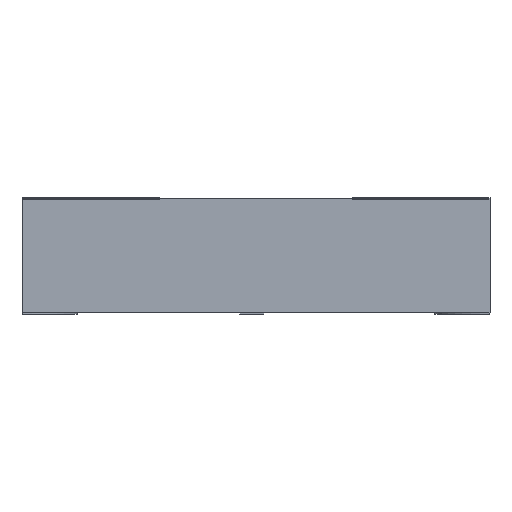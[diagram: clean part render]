
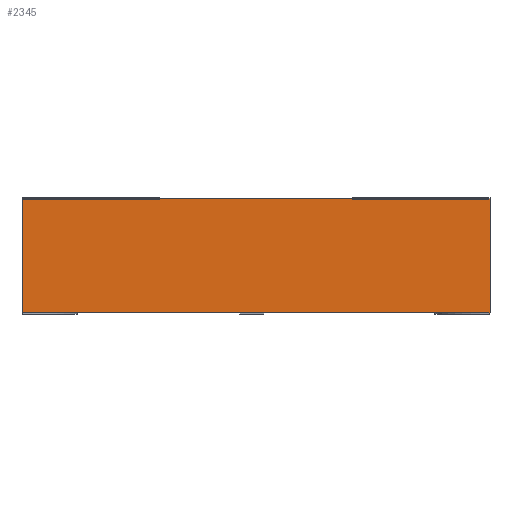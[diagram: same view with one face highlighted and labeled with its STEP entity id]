
A CAD part, front view. The second image highlights one B-rep face of the part: STEP entity #2345.
In plain terms, the highlighted planar face has unit normal (0, -1, 0).
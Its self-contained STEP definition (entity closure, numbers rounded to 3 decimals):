
#181 = FACE_OUTER_BOUND ( 'NONE', #2221, .T. ) ;
#193 = AXIS2_PLACEMENT_3D ( 'NONE', #1785, #682, #426 ) ;
#214 = VERTEX_POINT ( 'NONE', #712 ) ;
#280 = LINE ( 'NONE', #2232, #1121 ) ;
#426 = DIRECTION ( 'NONE',  ( 0., 0., 1. ) ) ;
#452 = CARTESIAN_POINT ( 'NONE',  ( 1.7, -0.9, -0.415 ) ) ;
#522 = VECTOR ( 'NONE', #1721, 1000. ) ;
#642 = CARTESIAN_POINT ( 'NONE',  ( 1.7, -0.9, 0.415 ) ) ;
#682 = DIRECTION ( 'NONE',  ( 0., 1., 0. ) ) ;
#712 = CARTESIAN_POINT ( 'NONE',  ( -1.7, -0.9, -0.415 ) ) ;
#720 = VECTOR ( 'NONE', #1146, 1000. ) ;
#748 = CARTESIAN_POINT ( 'NONE',  ( -1.7, -0.9, 0.415 ) ) ;
#763 = VERTEX_POINT ( 'NONE', #452 ) ;
#836 = VERTEX_POINT ( 'NONE', #748 ) ;
#943 = ORIENTED_EDGE ( 'NONE', *, *, #1554, .T. ) ;
#1047 = PLANE ( 'NONE',  #193 ) ;
#1121 = VECTOR ( 'NONE', #2052, 1000. ) ;
#1134 = CARTESIAN_POINT ( 'NONE',  ( -1.7, -0.9, -0.415 ) ) ;
#1146 = DIRECTION ( 'NONE',  ( 1., 0., 0. ) ) ;
#1345 = LINE ( 'NONE', #1134, #522 ) ;
#1476 = EDGE_CURVE ( 'NONE', #836, #2259, #1829, .T. ) ;
#1554 = EDGE_CURVE ( 'NONE', #214, #763, #1345, .T. ) ;
#1635 = DIRECTION ( 'NONE',  ( 0., 0., -1. ) ) ;
#1656 = ORIENTED_EDGE ( 'NONE', *, *, #1819, .T. ) ;
#1673 = EDGE_CURVE ( 'NONE', #2259, #763, #2064, .T. ) ;
#1721 = DIRECTION ( 'NONE',  ( 1., 0., 0. ) ) ;
#1751 = ORIENTED_EDGE ( 'NONE', *, *, #1673, .F. ) ;
#1762 = VECTOR ( 'NONE', #1635, 1000. ) ;
#1785 = CARTESIAN_POINT ( 'NONE',  ( -1.7, -0.9, 0.415 ) ) ;
#1819 = EDGE_CURVE ( 'NONE', #836, #214, #280, .T. ) ;
#1829 = LINE ( 'NONE', #2638, #720 ) ;
#2033 = CARTESIAN_POINT ( 'NONE',  ( 1.7, -0.9, 0.415 ) ) ;
#2052 = DIRECTION ( 'NONE',  ( 0., 0., -1. ) ) ;
#2064 = LINE ( 'NONE', #642, #1762 ) ;
#2221 = EDGE_LOOP ( 'NONE', ( #943, #1751, #2745, #1656 ) ) ;
#2232 = CARTESIAN_POINT ( 'NONE',  ( -1.7, -0.9, 0.415 ) ) ;
#2259 = VERTEX_POINT ( 'NONE', #2033 ) ;
#2345 = ADVANCED_FACE ( 'NONE', ( #181 ), #1047, .F. ) ;
#2638 = CARTESIAN_POINT ( 'NONE',  ( -1.7, -0.9, 0.415 ) ) ;
#2745 = ORIENTED_EDGE ( 'NONE', *, *, #1476, .F. ) ;
